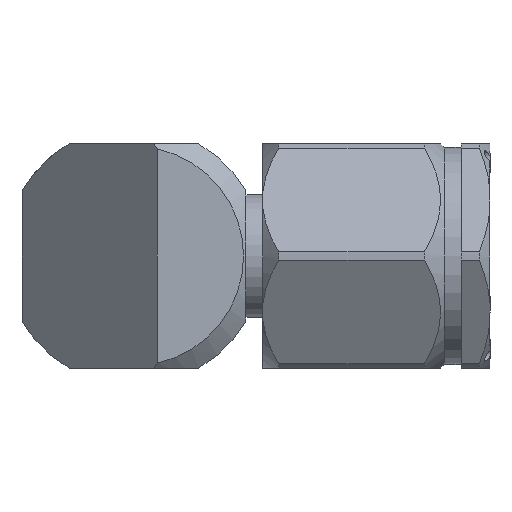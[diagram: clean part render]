
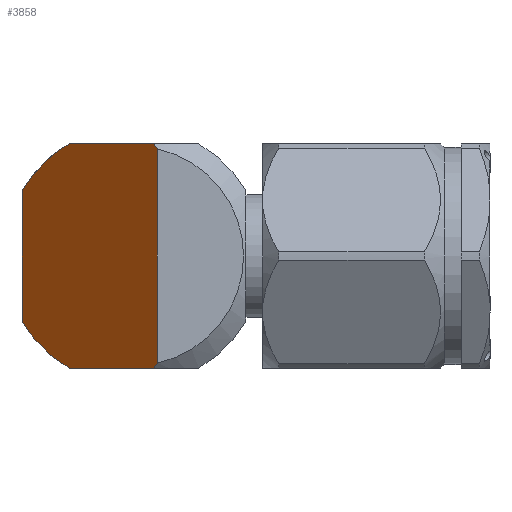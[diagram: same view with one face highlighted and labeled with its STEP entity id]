
A CAD part, left-side view. The second image highlights one B-rep face of the part: STEP entity #3858.
In plain terms, the highlighted planar face has unit normal (-0.707, 0.707, 0).
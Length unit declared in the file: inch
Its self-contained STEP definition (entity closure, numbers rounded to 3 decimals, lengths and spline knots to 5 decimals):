
#6 = CARTESIAN_POINT ( 'NONE',  ( -1.46958, -0.04858, 0.28125 ) ) ;
#24 = CARTESIAN_POINT ( 'NONE',  ( -1.1686, 0.2524, 0.21251 ) ) ;
#84 = DIRECTION ( 'NONE',  ( -0.707, -0.707, 0. ) ) ;
#242 = CARTESIAN_POINT ( 'NONE',  ( -1.48, -0.059, 0.2686 ) ) ;
#250 = EDGE_CURVE ( 'NONE', #298, #2585, #1809, .T. ) ;
#298 = VERTEX_POINT ( 'NONE', #2120 ) ;
#361 = EDGE_CURVE ( 'NONE', #3472, #2905, #4392, .T. ) ;
#375 = ORIENTED_EDGE ( 'NONE', *, *, #3077, .F. ) ;
#398 = VERTEX_POINT ( 'NONE', #2548 ) ;
#409 = DIRECTION ( 'NONE',  ( -0.707, -0.707, 0. ) ) ;
#490 = ORIENTED_EDGE ( 'NONE', *, *, #912, .F. ) ;
#501 = VERTEX_POINT ( 'NONE', #1558 ) ;
#703 = CARTESIAN_POINT ( 'NONE',  ( -1.25814, 0.16286, -0.28125 ) ) ;
#759 = CARTESIAN_POINT ( 'NONE',  ( -1.48, -0.059, 0.55 ) ) ;
#912 = EDGE_CURVE ( 'NONE', #298, #3472, #2739, .T. ) ;
#974 = VECTOR ( 'NONE', #988, 39.37008 ) ;
#983 = CARTESIAN_POINT ( 'NONE',  ( -1.48, -0.059, 0.2686 ) ) ;
#988 = DIRECTION ( 'NONE',  ( 0.707, 0.707, 0. ) ) ;
#1061 = CARTESIAN_POINT ( 'NONE',  ( -1.14, 0.281, 0.16329 ) ) ;
#1105 = CARTESIAN_POINT ( 'NONE',  ( -1.20888, 0.21212, 0.25273 ) ) ;
#1181 = ORIENTED_EDGE ( 'NONE', *, *, #2838, .T. ) ;
#1183 =( BOUNDED_CURVE ( )  B_SPLINE_CURVE ( 3, ( #703, #3086, #1793, #4186 ),
 .UNSPECIFIED., .F., .T. ) 
 B_SPLINE_CURVE_WITH_KNOTS ( ( 4, 4 ),
 ( 5.23727, 5.75677 ),
 .UNSPECIFIED. ) 
 CURVE ( )  GEOMETRIC_REPRESENTATION_ITEM ( )  RATIONAL_B_SPLINE_CURVE ( ( 1., 0.978, 0.978, 1. ) ) 
 REPRESENTATION_ITEM ( '' )  );
#1231 = CARTESIAN_POINT ( 'NONE',  ( -1.48, -0.059, -0.2686 ) ) ;
#1290 = EDGE_CURVE ( 'NONE', #1883, #501, #2132, .T. ) ;
#1408 = EDGE_LOOP ( 'NONE', ( #3357, #1181, #1759, #3801, #490, #3164, #375, #3548 ) ) ;
#1412 = VECTOR ( 'NONE', #3314, 39.37008 ) ;
#1558 = CARTESIAN_POINT ( 'NONE',  ( -1.14, 0.281, -0.16329 ) ) ;
#1623 = CARTESIAN_POINT ( 'NONE',  ( -1.47309, -0.05209, 0.27709 ) ) ;
#1759 = ORIENTED_EDGE ( 'NONE', *, *, #2319, .F. ) ;
#1793 = CARTESIAN_POINT ( 'NONE',  ( -1.1686, 0.2524, -0.21251 ) ) ;
#1809 = LINE ( 'NONE', #3100, #974 ) ;
#1823 = CARTESIAN_POINT ( 'NONE',  ( -1.46958, -0.04858, -0.28125 ) ) ;
#1883 = VERTEX_POINT ( 'NONE', #2305 ) ;
#1928 =( BOUNDED_CURVE ( )  B_SPLINE_CURVE ( 3, ( #1061, #24, #1105, #4093 ),
 .UNSPECIFIED., .F., .T. ) 
 B_SPLINE_CURVE_WITH_KNOTS ( ( 4, 4 ),
 ( 0.52641, 1.04592 ),
 .UNSPECIFIED. ) 
 CURVE ( )  GEOMETRIC_REPRESENTATION_ITEM ( )  RATIONAL_B_SPLINE_CURVE ( ( 1., 0.978, 0.978, 1. ) ) 
 REPRESENTATION_ITEM ( '' )  );
#1996 = VECTOR ( 'NONE', #3856, 39.37008 ) ;
#2103 = LINE ( 'NONE', #3494, #3223 ) ;
#2120 = CARTESIAN_POINT ( 'NONE',  ( -1.46958, -0.04858, 0.28125 ) ) ;
#2132 = LINE ( 'NONE', #3499, #1996 ) ;
#2142 = CARTESIAN_POINT ( 'NONE',  ( -1.47656, -0.05556, -0.27287 ) ) ;
#2145 = DIRECTION ( 'NONE',  ( -0.707, 0.707, 0. ) ) ;
#2166 = FACE_OUTER_BOUND ( 'NONE', #1408, .T. ) ;
#2305 = CARTESIAN_POINT ( 'NONE',  ( -1.14, 0.281, 0.16329 ) ) ;
#2319 = EDGE_CURVE ( 'NONE', #2905, #3238, #3361, .T. ) ;
#2324 = CARTESIAN_POINT ( 'NONE',  ( -1.48, -0.059, 0.55 ) ) ;
#2535 = CARTESIAN_POINT ( 'NONE',  ( -1.46958, -0.04858, -0.28125 ) ) ;
#2548 = CARTESIAN_POINT ( 'NONE',  ( -1.25814, 0.16286, -0.28125 ) ) ;
#2585 = VERTEX_POINT ( 'NONE', #4327 ) ;
#2739 = B_SPLINE_CURVE_WITH_KNOTS ( 'NONE', 3,
 ( #6, #1623, #3095, #983 ),
 .UNSPECIFIED., .F., .F.,
 ( 4, 4 ),
 ( 0.0018, 0.0023 ),
 .UNSPECIFIED. ) ;
#2813 = EDGE_CURVE ( 'NONE', #398, #501, #1183, .T. ) ;
#2838 = EDGE_CURVE ( 'NONE', #398, #3238, #2103, .T. ) ;
#2905 = VERTEX_POINT ( 'NONE', #1231 ) ;
#3077 = EDGE_CURVE ( 'NONE', #1883, #2585, #1928, .T. ) ;
#3086 = CARTESIAN_POINT ( 'NONE',  ( -1.20888, 0.21212, -0.25273 ) ) ;
#3095 = CARTESIAN_POINT ( 'NONE',  ( -1.47656, -0.05556, 0.27287 ) ) ;
#3100 = CARTESIAN_POINT ( 'NONE',  ( -1.48, -0.059, 0.28125 ) ) ;
#3164 = ORIENTED_EDGE ( 'NONE', *, *, #250, .T. ) ;
#3223 = VECTOR ( 'NONE', #409, 39.37008 ) ;
#3234 = CARTESIAN_POINT ( 'NONE',  ( -1.48, -0.059, -0.2686 ) ) ;
#3238 = VERTEX_POINT ( 'NONE', #1823 ) ;
#3314 = DIRECTION ( 'NONE',  ( 0., 0., -1. ) ) ;
#3357 = ORIENTED_EDGE ( 'NONE', *, *, #2813, .F. ) ;
#3361 = B_SPLINE_CURVE_WITH_KNOTS ( 'NONE', 3,
 ( #3234, #2142, #3508, #2535 ),
 .UNSPECIFIED., .F., .F.,
 ( 4, 4 ),
 ( 0., 0.00049 ),
 .UNSPECIFIED. ) ;
#3472 = VERTEX_POINT ( 'NONE', #242 ) ;
#3494 = CARTESIAN_POINT ( 'NONE',  ( -1.48, -0.059, -0.28125 ) ) ;
#3499 = CARTESIAN_POINT ( 'NONE',  ( -1.14, 0.281, 0.55 ) ) ;
#3501 = AXIS2_PLACEMENT_3D ( 'NONE', #759, #2145, #84 ) ;
#3508 = CARTESIAN_POINT ( 'NONE',  ( -1.47309, -0.05209, -0.27709 ) ) ;
#3533 = PLANE ( 'NONE',  #3501 ) ;
#3548 = ORIENTED_EDGE ( 'NONE', *, *, #1290, .T. ) ;
#3801 = ORIENTED_EDGE ( 'NONE', *, *, #361, .F. ) ;
#3856 = DIRECTION ( 'NONE',  ( 0., 0., -1. ) ) ;
#3858 = ADVANCED_FACE ( 'NONE', ( #2166 ), #3533, .T. ) ;
#4093 = CARTESIAN_POINT ( 'NONE',  ( -1.25814, 0.16286, 0.28125 ) ) ;
#4186 = CARTESIAN_POINT ( 'NONE',  ( -1.14, 0.281, -0.16329 ) ) ;
#4327 = CARTESIAN_POINT ( 'NONE',  ( -1.25814, 0.16286, 0.28125 ) ) ;
#4392 = LINE ( 'NONE', #2324, #1412 ) ;
